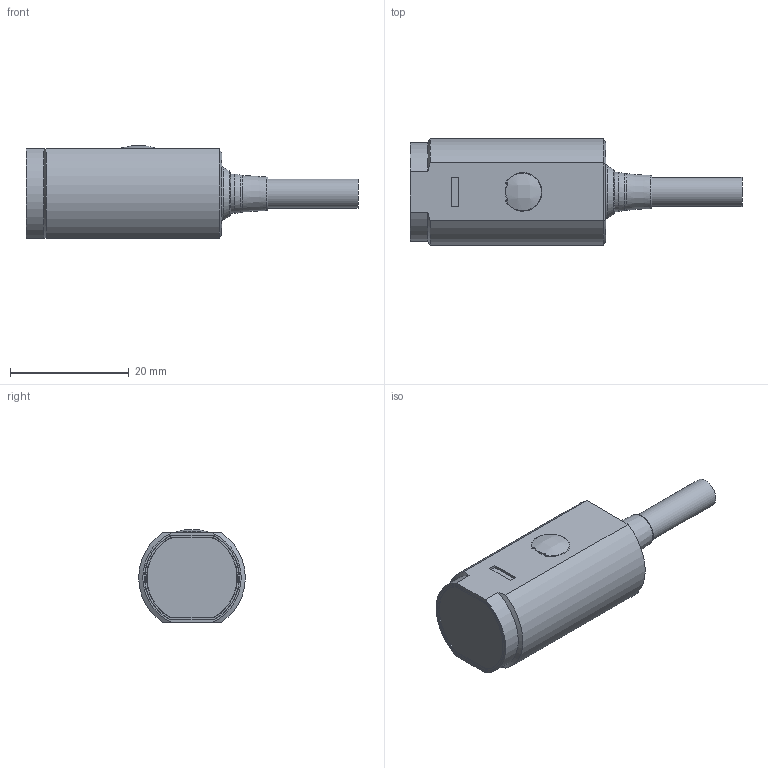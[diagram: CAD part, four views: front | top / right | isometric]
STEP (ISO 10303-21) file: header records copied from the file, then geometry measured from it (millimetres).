
FILE_DESCRIPTION (( 'STEP AP214' ), '1' );
FILE_NAME ('LLR-M18PA-NMK-400.STEP', '2021-04-27T16:12:07', ( '' ), ( '' ), 'SwSTEP 2.0', 'SolidWorks 2021', '' );
FILE_SCHEMA (( 'AUTOMOTIVE_DESIGN' ));
Length unit declared in the file: inch
Products named in the file (1): LLR-M18PA-NMK-400
Bounding box: 56 x 18 x 15.68 mm (x, y, z)
Volume: 8213.9 mm3; surface area: 2728.8 mm2
Topology: 1 solids, 1 shells, 93 faces, 236 edges, 157 vertices
Faces by surface type: cylinder 41, plane 39, cone 7, bspline 5, torus 1
Full cylindrical faces by diameter (mm): 4.9 x1, 6.6 x1
Entity records: 2953 total; most frequent: CARTESIAN_POINT 711, DIRECTION 464, ORIENTED_EDGE 444, EDGE_CURVE 222, AXIS2_PLACEMENT_3D 176, VERTEX_POINT 152, EDGE_LOOP 114, VECTOR 112
